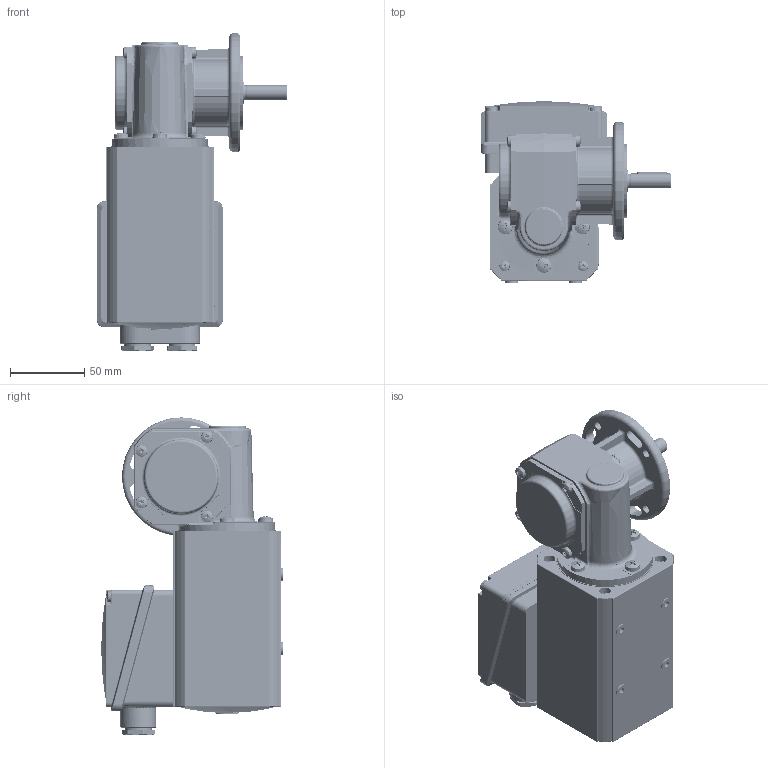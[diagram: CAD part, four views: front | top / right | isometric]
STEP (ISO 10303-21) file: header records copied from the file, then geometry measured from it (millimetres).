
FILE_DESCRIPTION (( 'STEP AP214' ), '1' );
FILE_NAME ('Motor IGKU65-40 mit Getr. VE31-K-R-31.STEP', '2017-12-08T07:48:16', ( 'gfeller' ), ( '' ), 'SwSTEP 2.0', 'SolidWorks 2017', '' );
FILE_SCHEMA (( 'AUTOMOTIVE_DESIGN' ));
Length unit declared in the file: millimetre
Products named in the file (1): Motor IGKU65-40 mit Getr. VE31-K-R-31
Bounding box: 128.5 x 122.43 x 214.18 mm (x, y, z)
Volume: 520683.7 mm3; surface area: 318301.9 mm2
Topology: 101 solids, 103 shells, 5097 faces, 12072 edges, 7005 vertices
Faces by surface type: cylinder 1875, plane 1623, cone 692, torus 435, sphere 246, bspline 226
Entity records: 215004 total; most frequent: CARTESIAN_POINT 43409, DIRECTION 24746, ORIENTED_EDGE 23484, EDGE_CURVE 11742, AXIS2_PLACEMENT_3D 9779, VERTEX_POINT 6975, EDGE_LOOP 5515, UNCERTAINTY_MEASURE_WITH_UNIT 5200
